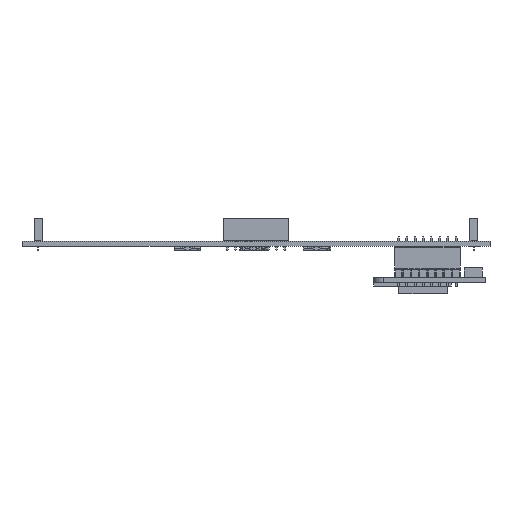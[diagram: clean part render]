
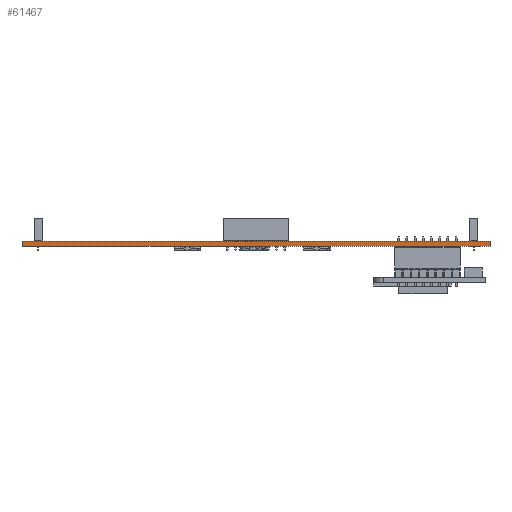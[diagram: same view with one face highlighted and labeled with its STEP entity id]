
A CAD part, left-side view. The second image highlights one B-rep face of the part: STEP entity #61467.
In plain terms, the highlighted planar face has unit normal (-1, 0, 0).
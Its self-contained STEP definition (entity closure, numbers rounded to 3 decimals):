
#61351 = EDGE_CURVE('',#61352,#61354,#61356,.T.);
#61352 = VERTEX_POINT('',#61353);
#61353 = CARTESIAN_POINT('',(30.,-30.,0.));
#61354 = VERTEX_POINT('',#61355);
#61355 = CARTESIAN_POINT('',(30.,-30.,1.6));
#61356 = SURFACE_CURVE('',#61357,(#61361,#61373),.PCURVE_S1.);
#61357 = LINE('',#61358,#61359);
#61358 = CARTESIAN_POINT('',(30.,-30.,0.));
#61359 = VECTOR('',#61360,1.);
#61360 = DIRECTION('',(0.,0.,1.));
#61361 = PCURVE('',#61362,#61367);
#61362 = PLANE('',#61363);
#61363 = AXIS2_PLACEMENT_3D('',#61364,#61365,#61366);
#61364 = CARTESIAN_POINT('',(30.,-30.,0.));
#61365 = DIRECTION('',(0.,1.,0.));
#61366 = DIRECTION('',(1.,0.,0.));
#61367 = DEFINITIONAL_REPRESENTATION('',(#61368),#61372);
#61368 = LINE('',#61369,#61370);
#61369 = CARTESIAN_POINT('',(0.,0.));
#61370 = VECTOR('',#61371,1.);
#61371 = DIRECTION('',(0.,-1.));
#61372 = ( GEOMETRIC_REPRESENTATION_CONTEXT(2) 
PARAMETRIC_REPRESENTATION_CONTEXT() REPRESENTATION_CONTEXT('2D SPACE',''
  ) );
#61373 = PCURVE('',#61374,#61379);
#61374 = PLANE('',#61375);
#61375 = AXIS2_PLACEMENT_3D('',#61376,#61377,#61378);
#61376 = CARTESIAN_POINT('',(30.,-175.,0.));
#61377 = DIRECTION('',(-1.,0.,0.));
#61378 = DIRECTION('',(0.,1.,0.));
#61379 = DEFINITIONAL_REPRESENTATION('',(#61380),#61384);
#61380 = LINE('',#61381,#61382);
#61381 = CARTESIAN_POINT('',(145.,0.));
#61382 = VECTOR('',#61383,1.);
#61383 = DIRECTION('',(0.,-1.));
#61384 = ( GEOMETRIC_REPRESENTATION_CONTEXT(2) 
PARAMETRIC_REPRESENTATION_CONTEXT() REPRESENTATION_CONTEXT('2D SPACE',''
  ) );
#61402 = PLANE('',#61403);
#61403 = AXIS2_PLACEMENT_3D('',#61404,#61405,#61406);
#61404 = CARTESIAN_POINT('',(102.5,-102.5,1.6));
#61405 = DIRECTION('',(0.,0.,-1.));
#61406 = DIRECTION('',(-1.,0.,0.));
#61456 = PLANE('',#61457);
#61457 = AXIS2_PLACEMENT_3D('',#61458,#61459,#61460);
#61458 = CARTESIAN_POINT('',(102.5,-102.5,0.));
#61459 = DIRECTION('',(0.,0.,-1.));
#61460 = DIRECTION('',(-1.,0.,0.));
#61467 = ADVANCED_FACE('',(#61468),#61374,.T.);
#61468 = FACE_BOUND('',#61469,.T.);
#61469 = EDGE_LOOP('',(#61470,#61500,#61521,#61522));
#61470 = ORIENTED_EDGE('',*,*,#61471,.T.);
#61471 = EDGE_CURVE('',#61472,#61474,#61476,.T.);
#61472 = VERTEX_POINT('',#61473);
#61473 = CARTESIAN_POINT('',(30.,-175.,0.));
#61474 = VERTEX_POINT('',#61475);
#61475 = CARTESIAN_POINT('',(30.,-175.,1.6));
#61476 = SURFACE_CURVE('',#61477,(#61481,#61488),.PCURVE_S1.);
#61477 = LINE('',#61478,#61479);
#61478 = CARTESIAN_POINT('',(30.,-175.,0.));
#61479 = VECTOR('',#61480,1.);
#61480 = DIRECTION('',(0.,0.,1.));
#61481 = PCURVE('',#61374,#61482);
#61482 = DEFINITIONAL_REPRESENTATION('',(#61483),#61487);
#61483 = LINE('',#61484,#61485);
#61484 = CARTESIAN_POINT('',(0.,0.));
#61485 = VECTOR('',#61486,1.);
#61486 = DIRECTION('',(0.,-1.));
#61487 = ( GEOMETRIC_REPRESENTATION_CONTEXT(2) 
PARAMETRIC_REPRESENTATION_CONTEXT() REPRESENTATION_CONTEXT('2D SPACE',''
  ) );
#61488 = PCURVE('',#61489,#61494);
#61489 = PLANE('',#61490);
#61490 = AXIS2_PLACEMENT_3D('',#61491,#61492,#61493);
#61491 = CARTESIAN_POINT('',(175.,-175.,0.));
#61492 = DIRECTION('',(0.,-1.,0.));
#61493 = DIRECTION('',(-1.,0.,0.));
#61494 = DEFINITIONAL_REPRESENTATION('',(#61495),#61499);
#61495 = LINE('',#61496,#61497);
#61496 = CARTESIAN_POINT('',(145.,0.));
#61497 = VECTOR('',#61498,1.);
#61498 = DIRECTION('',(0.,-1.));
#61499 = ( GEOMETRIC_REPRESENTATION_CONTEXT(2) 
PARAMETRIC_REPRESENTATION_CONTEXT() REPRESENTATION_CONTEXT('2D SPACE',''
  ) );
#61500 = ORIENTED_EDGE('',*,*,#61501,.T.);
#61501 = EDGE_CURVE('',#61474,#61354,#61502,.T.);
#61502 = SURFACE_CURVE('',#61503,(#61507,#61514),.PCURVE_S1.);
#61503 = LINE('',#61504,#61505);
#61504 = CARTESIAN_POINT('',(30.,-175.,1.6));
#61505 = VECTOR('',#61506,1.);
#61506 = DIRECTION('',(0.,1.,0.));
#61507 = PCURVE('',#61374,#61508);
#61508 = DEFINITIONAL_REPRESENTATION('',(#61509),#61513);
#61509 = LINE('',#61510,#61511);
#61510 = CARTESIAN_POINT('',(0.,-1.6));
#61511 = VECTOR('',#61512,1.);
#61512 = DIRECTION('',(1.,0.));
#61513 = ( GEOMETRIC_REPRESENTATION_CONTEXT(2) 
PARAMETRIC_REPRESENTATION_CONTEXT() REPRESENTATION_CONTEXT('2D SPACE',''
  ) );
#61514 = PCURVE('',#61402,#61515);
#61515 = DEFINITIONAL_REPRESENTATION('',(#61516),#61520);
#61516 = LINE('',#61517,#61518);
#61517 = CARTESIAN_POINT('',(72.5,-72.5));
#61518 = VECTOR('',#61519,1.);
#61519 = DIRECTION('',(0.,1.));
#61520 = ( GEOMETRIC_REPRESENTATION_CONTEXT(2) 
PARAMETRIC_REPRESENTATION_CONTEXT() REPRESENTATION_CONTEXT('2D SPACE',''
  ) );
#61521 = ORIENTED_EDGE('',*,*,#61351,.F.);
#61522 = ORIENTED_EDGE('',*,*,#61523,.F.);
#61523 = EDGE_CURVE('',#61472,#61352,#61524,.T.);
#61524 = SURFACE_CURVE('',#61525,(#61529,#61536),.PCURVE_S1.);
#61525 = LINE('',#61526,#61527);
#61526 = CARTESIAN_POINT('',(30.,-175.,0.));
#61527 = VECTOR('',#61528,1.);
#61528 = DIRECTION('',(0.,1.,0.));
#61529 = PCURVE('',#61374,#61530);
#61530 = DEFINITIONAL_REPRESENTATION('',(#61531),#61535);
#61531 = LINE('',#61532,#61533);
#61532 = CARTESIAN_POINT('',(0.,0.));
#61533 = VECTOR('',#61534,1.);
#61534 = DIRECTION('',(1.,0.));
#61535 = ( GEOMETRIC_REPRESENTATION_CONTEXT(2) 
PARAMETRIC_REPRESENTATION_CONTEXT() REPRESENTATION_CONTEXT('2D SPACE',''
  ) );
#61536 = PCURVE('',#61456,#61537);
#61537 = DEFINITIONAL_REPRESENTATION('',(#61538),#61542);
#61538 = LINE('',#61539,#61540);
#61539 = CARTESIAN_POINT('',(72.5,-72.5));
#61540 = VECTOR('',#61541,1.);
#61541 = DIRECTION('',(0.,1.));
#61542 = ( GEOMETRIC_REPRESENTATION_CONTEXT(2) 
PARAMETRIC_REPRESENTATION_CONTEXT() REPRESENTATION_CONTEXT('2D SPACE',''
  ) );
